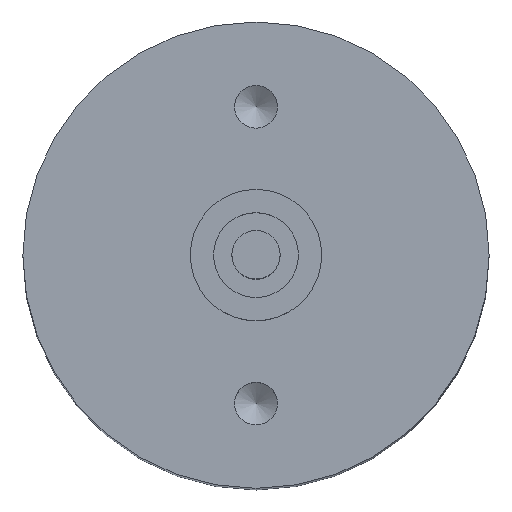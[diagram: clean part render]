
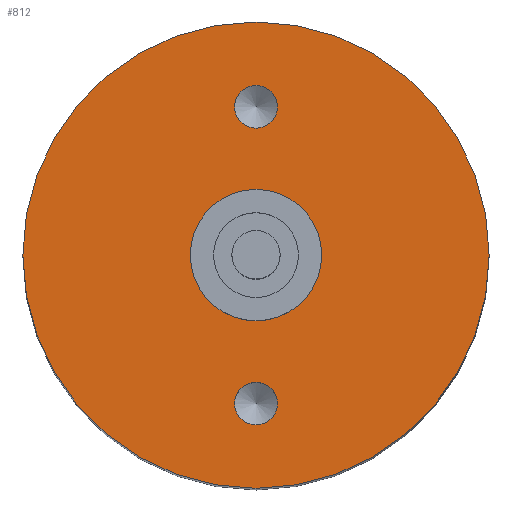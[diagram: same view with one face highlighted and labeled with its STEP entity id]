
A CAD part, top view. The second image highlights one B-rep face of the part: STEP entity #812.
In plain terms, the highlighted planar face has unit normal (0, 0, 1).
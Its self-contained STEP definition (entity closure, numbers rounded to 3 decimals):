
#747=CARTESIAN_POINT('',(3.1,0.,45.0));
#748=VERTEX_POINT('',#747);
#749=CARTESIAN_POINT('',(0.0,0.0,45.0));
#750=DIRECTION('',(0.0,0.0,-1.0));
#751=DIRECTION('',(-1.0,0.0,0.0));
#752=AXIS2_PLACEMENT_3D('',#749,#750,#751);
#753=CIRCLE('',#752,3.1);
#754=EDGE_CURVE('',#748,#748,#753,.T.);
#771=CARTESIAN_POINT('',(0.0,0.0,45.0));
#772=DIRECTION('',(0.0,0.0,-1.0));
#773=DIRECTION('',(-1.0,0.0,0.0));
#774=AXIS2_PLACEMENT_3D('',#771,#772,#773);
#775=PLANE('',#774);
#776=CARTESIAN_POINT('',(11.0,0.,45.0));
#777=VERTEX_POINT('',#776);
#778=CARTESIAN_POINT('',(0.0,0.0,45.0));
#779=DIRECTION('',(0.0,0.0,-1.0));
#780=DIRECTION('',(-1.0,0.0,0.0));
#781=AXIS2_PLACEMENT_3D('',#778,#779,#780);
#782=CIRCLE('',#781,11.0);
#783=EDGE_CURVE('',#777,#777,#782,.T.);
#784=ORIENTED_EDGE('',*,*,#783,.F.);
#785=EDGE_LOOP('',(#784));
#786=FACE_OUTER_BOUND('',#785,.T.);
#787=CARTESIAN_POINT('',(1.007,7.,45.0));
#788=VERTEX_POINT('',#787);
#789=CARTESIAN_POINT('',(0.0,7.,45.0));
#790=DIRECTION('',(0.0,0.0,-1.0));
#791=DIRECTION('',(1.0,0.0,0.0));
#792=AXIS2_PLACEMENT_3D('',#789,#790,#791);
#793=CIRCLE('',#792,1.007);
#794=EDGE_CURVE('',#788,#788,#793,.T.);
#795=ORIENTED_EDGE('',*,*,#794,.T.);
#796=EDGE_LOOP('',(#795));
#797=FACE_BOUND('',#796,.T.);
#798=CARTESIAN_POINT('',(1.007,-7.,45.0));
#799=VERTEX_POINT('',#798);
#800=CARTESIAN_POINT('',(0.0,-7.,45.0));
#801=DIRECTION('',(0.0,0.0,-1.0));
#802=DIRECTION('',(1.0,0.0,0.0));
#803=AXIS2_PLACEMENT_3D('',#800,#801,#802);
#804=CIRCLE('',#803,1.007);
#805=EDGE_CURVE('',#799,#799,#804,.T.);
#806=ORIENTED_EDGE('',*,*,#805,.T.);
#807=EDGE_LOOP('',(#806));
#808=FACE_BOUND('',#807,.T.);
#809=ORIENTED_EDGE('',*,*,#754,.T.);
#810=EDGE_LOOP('',(#809));
#811=FACE_BOUND('',#810,.T.);
#812=ADVANCED_FACE('',(#786,#797,#808,#811),#775,.F.);
